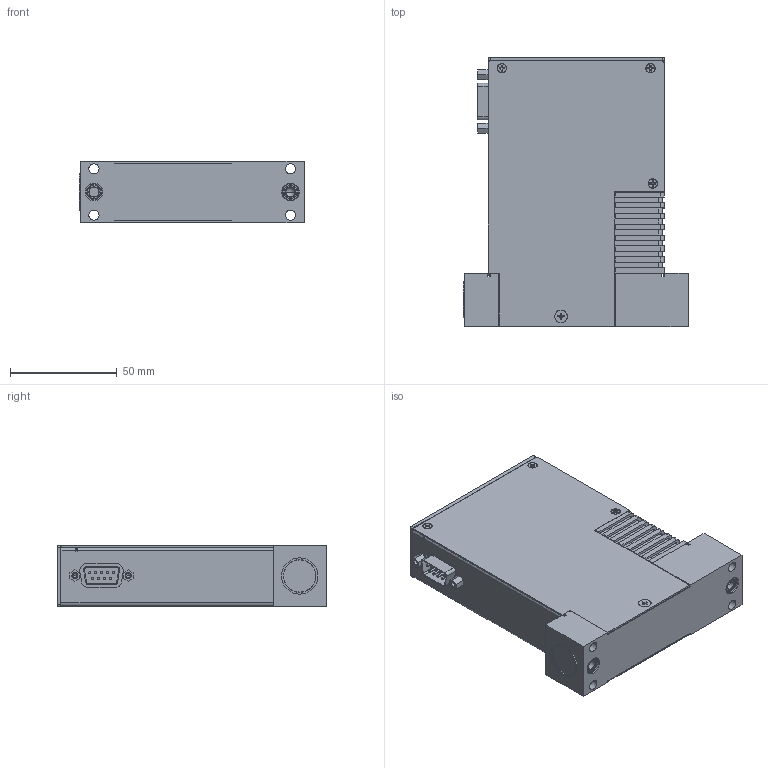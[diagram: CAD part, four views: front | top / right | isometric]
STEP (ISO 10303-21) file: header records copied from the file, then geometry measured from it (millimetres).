
FILE_DESCRIPTION((''),'2;1');
FILE_NAME('P4B_9-PIN_ANALOG_C-SEAL_ASM','2015-10-06T',('cockrofm'),(''),'PRO/ENGINEER BY PARAMETRIC TECHNOLOGY CORPORATION, 2011490','PRO/ENGINEER BY PARAMETRIC TECHNOLOGY CORPORATION, 2011490','');
FILE_SCHEMA(('CONFIG_CONTROL_DESIGN'));
Length unit declared in the file: inch
Products named in the file (39): PRT0054; PRT0055; PRT0056; PRT0057; ASM0005_ASM; PRT0058; PRT0059; PRT0060; PRT0061; ASM0006_ASM; PRT0062; PRT0063; PRT0064; PRT0065; PRT0066; PRT0067; PRT0068; PRT0069; PRT0070; PRT0071; PRT0072; PRT0073; 110-9987_MFR-PART_MD9M3S000_1_A_ASM; PRT0074; PRT0075; PRT0076; PRT0077; PRT0078; PRT0079; PRT0080; PRT0081; ASM0004_ASM; PRT0083; ASM0007_ASM; P4B_9-PIN_W-SEAL_ASM_ASM; 1015944_FLOWBODY; 136492_PIN; 1015944_FLOWBODY_W-PIN_ASM; P4B_9-PIN_ANALOG_C-SEAL_ASM
Assembly tree (51 placements, depth 5):
  P4B_9-PIN_ANALOG_C-SEAL_ASM
    P4B_9-PIN_W-SEAL_ASM_ASM
      ASM0004_ASM
        PRT0054
        PRT0055
        ASM0005_ASM
          PRT0056
          PRT0057  x3
        PRT0058
        ASM0006_ASM
          PRT0059
          PRT0060
          PRT0061  x2
        PRT0062
        110-9987_MFR-PART_MD9M3S000_1_A_ASM
          PRT0063
          PRT0064
          PRT0065
          PRT0066
          PRT0067
          PRT0068
          PRT0069
          PRT0070
          PRT0071
          PRT0072
          PRT0073
        PRT0074  x2
        PRT0075  x5
        PRT0076  x3
        PRT0077  x2
        PRT0078
        PRT0079
        PRT0080  x3
        PRT0081
      ASM0007_ASM
        PRT0083
    1015944_FLOWBODY_W-PIN_ASM
      1015944_FLOWBODY
      136492_PIN
Bounding box: 105.36 x 126.24 x 28.57 mm (x, y, z)
Volume: 111808.2 mm3; surface area: 89542.3 mm2
Topology: 43 solids, 56 shells, 1494 faces, 3606 edges, 2264 vertices
Faces by surface type: cylinder 618, plane 594, extrusion 120, cone 108, torus 38, sphere 12, bspline 4
Entity records: 33180 total; most frequent: CARTESIAN_POINT 6842, DIRECTION 5539, ORIENTED_EDGE 5078, EDGE_CURVE 2560, AXIS2_PLACEMENT_3D 1995, VERTEX_POINT 1736, VECTOR 1549, LINE 1509
